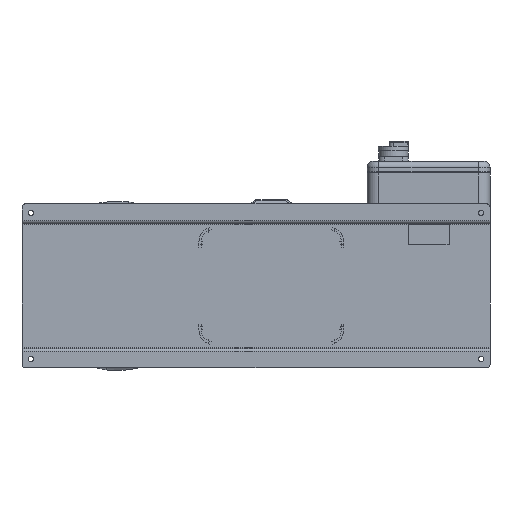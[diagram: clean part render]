
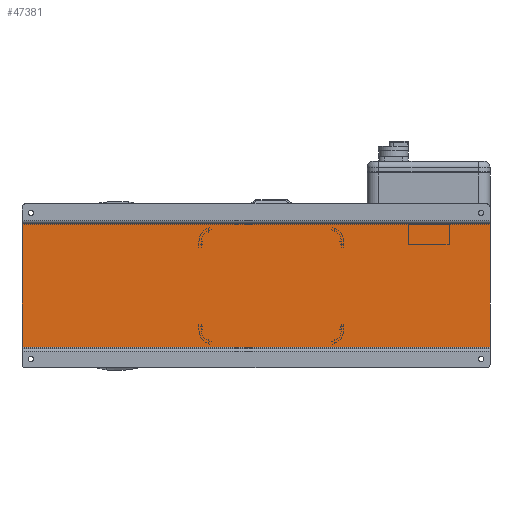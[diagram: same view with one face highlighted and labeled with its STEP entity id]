
A CAD part, front view. The second image highlights one B-rep face of the part: STEP entity #47381.
In plain terms, the highlighted planar face has unit normal (0, -1, 0).
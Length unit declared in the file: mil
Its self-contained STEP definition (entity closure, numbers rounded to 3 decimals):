
#8421 = CARTESIAN_POINT ( 'NONE',  ( 15748.031, 2007.874, -4133.858 ) ) ;
#9757 = ORIENTED_EDGE ( 'NONE', *, *, #10987, .F. ) ;
#10987 = EDGE_CURVE ( 'NONE', #21162, #48290, #46963, .T. ) ;
#14315 = AXIS2_PLACEMENT_3D ( 'NONE', #29185, #72652, #40229 ) ;
#15187 = FACE_OUTER_BOUND ( 'NONE', #72626, .T. ) ;
#15964 = VECTOR ( 'NONE', #18226, 39370.079 ) ;
#18226 = DIRECTION ( 'NONE',  ( 0., 0., -1. ) ) ;
#19981 = EDGE_CURVE ( 'NONE', #21162, #42988, #28642, .T. ) ;
#21162 = VERTEX_POINT ( 'NONE', #38847 ) ;
#21353 = DIRECTION ( 'NONE',  ( -1., 0., 0. ) ) ;
#24555 = ORIENTED_EDGE ( 'NONE', *, *, #19981, .T. ) ;
#28642 = LINE ( 'NONE', #56985, #40152 ) ;
#29185 = CARTESIAN_POINT ( 'NONE',  ( 15748.031, 2007.874, -4133.858 ) ) ;
#33884 = ORIENTED_EDGE ( 'NONE', *, *, #69697, .T. ) ;
#38286 = CARTESIAN_POINT ( 'NONE',  ( -15748.031, 2007.874, -4133.858 ) ) ;
#38847 = CARTESIAN_POINT ( 'NONE',  ( 15748.031, 2007.874, 4133.858 ) ) ;
#39417 = CARTESIAN_POINT ( 'NONE',  ( 15748.031, 2007.874, -4133.858 ) ) ;
#40152 = VECTOR ( 'NONE', #40778, 39370.079 ) ;
#40229 = DIRECTION ( 'NONE',  ( 1., 0., 0. ) ) ;
#40778 = DIRECTION ( 'NONE',  ( -1., 0., 0. ) ) ;
#41793 = CARTESIAN_POINT ( 'NONE',  ( 15748.031, 2007.874, 4133.858 ) ) ;
#42906 = CARTESIAN_POINT ( 'NONE',  ( -15748.031, 2007.874, 4133.858 ) ) ;
#42988 = VERTEX_POINT ( 'NONE', #42906 ) ;
#45765 = PLANE ( 'NONE',  #14315 ) ;
#46621 = EDGE_CURVE ( 'NONE', #48290, #69123, #56340, .T. ) ;
#46963 = LINE ( 'NONE', #41793, #15964 ) ;
#47381 = ADVANCED_FACE ( 'NONE', ( #15187 ), #45765, .F. ) ;
#48290 = VERTEX_POINT ( 'NONE', #8421 ) ;
#53153 = VECTOR ( 'NONE', #21353, 39370.079 ) ;
#56340 = LINE ( 'NONE', #39417, #53153 ) ;
#56985 = CARTESIAN_POINT ( 'NONE',  ( 15748.031, 2007.874, 4133.858 ) ) ;
#59435 = CARTESIAN_POINT ( 'NONE',  ( -15748.031, 2007.874, -4133.858 ) ) ;
#60710 = ORIENTED_EDGE ( 'NONE', *, *, #46621, .F. ) ;
#67329 = LINE ( 'NONE', #38286, #71691 ) ;
#67696 = DIRECTION ( 'NONE',  ( 0., 0., -1. ) ) ;
#69123 = VERTEX_POINT ( 'NONE', #59435 ) ;
#69697 = EDGE_CURVE ( 'NONE', #42988, #69123, #67329, .T. ) ;
#71691 = VECTOR ( 'NONE', #67696, 39370.079 ) ;
#72626 = EDGE_LOOP ( 'NONE', ( #33884, #60710, #9757, #24555 ) ) ;
#72652 = DIRECTION ( 'NONE',  ( 0., 1., 0. ) ) ;
